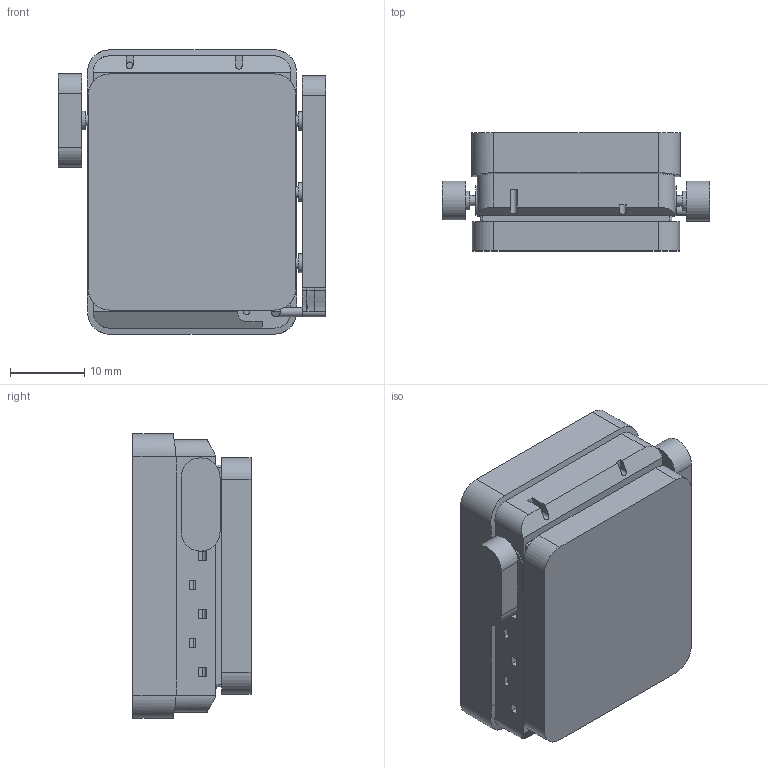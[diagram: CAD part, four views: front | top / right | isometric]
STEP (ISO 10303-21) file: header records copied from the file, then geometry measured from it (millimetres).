
FILE_DESCRIPTION(/* description */ (''),/* implementation_level */ '2;1');
FILE_NAME(/* name */ 'Pebble 2 interior cutout.step',/* time_stamp */ '2023-06-25T21:03:27+01:00',/* author */ (''),/* organization */ (''),/* preprocessor_version */ 'ST-DEVELOPER v19.2',/* originating_system */ 'Autodesk Translation Framework v12.6.0.85',/* authorisation */ '');
FILE_SCHEMA (('AUTOMOTIVE_DESIGN { 1 0 10303 214 3 1 1 }'));
Length unit declared in the file: millimetre
Products named in the file (3): chrono pebble 2; P2 interior v3; Interior cutout v42
Assembly tree (2 placements, depth 3):
  chrono pebble 2
    P2 interior v3
      Interior cutout v42
Bounding box: 36 x 15.88 x 38.26 mm (x, y, z)
Volume: 16073.3 mm3; surface area: 5150.5 mm2
Topology: 1 solids, 1 shells, 466 faces, 1214 edges, 780 vertices
Faces by surface type: bspline 204, plane 131, cylinder 115, torus 16
Full cylindrical faces by diameter (mm): 0.85 x1, 0.9 x1, 1.25 x1, 1.254 x1, 1.4 x4, 2.5 x4
Entity records: 24066 total; most frequent: CARTESIAN_POINT 13515, ORIENTED_EDGE 2428, DIRECTION 1821, EDGE_CURVE 1214, VERTEX_POINT 780, AXIS2_PLACEMENT_3D 710, EDGE_LOOP 500, FACE_OUTER_BOUND 466
